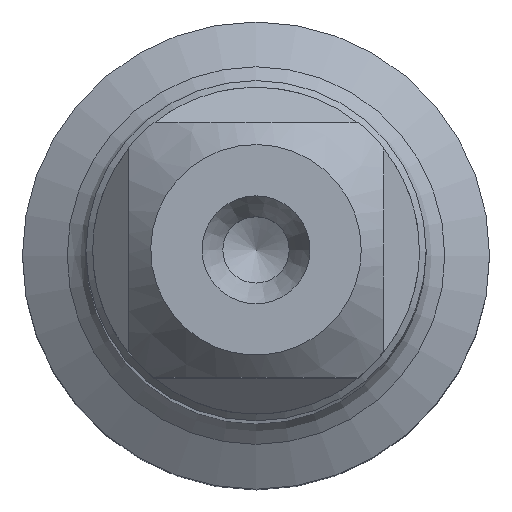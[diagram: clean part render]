
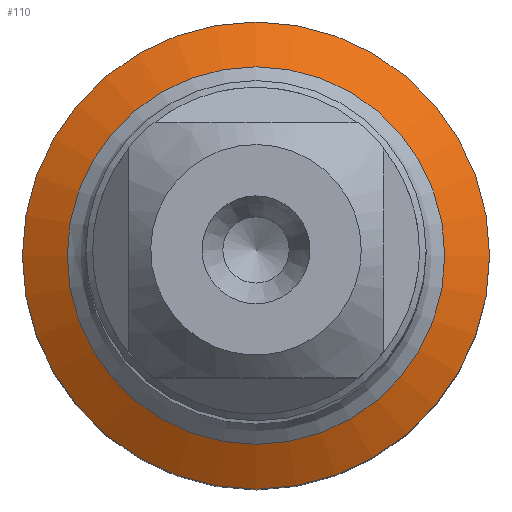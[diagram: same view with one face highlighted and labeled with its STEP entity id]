
A CAD part, top view. The second image highlights one B-rep face of the part: STEP entity #110.
In plain terms, the highlighted conical face has half-angle 60 degrees and reference radius 3.952 mm.
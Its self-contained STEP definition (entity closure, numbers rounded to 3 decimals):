
#94=CONICAL_SURFACE('',#452,3.952,60.);
#110=ADVANCED_FACE('',(#142,#143),#94,.T.);
#142=FACE_BOUND('',#178,.T.);
#143=FACE_BOUND('',#179,.T.);
#178=EDGE_LOOP('',(#222));
#179=EDGE_LOOP('',(#223));
#222=ORIENTED_EDGE('',*,*,#338,.T.);
#223=ORIENTED_EDGE('',*,*,#339,.T.);
#303=VERTEX_POINT('',#665);
#304=VERTEX_POINT('',#667);
#338=EDGE_CURVE('',#303,#303,#379,.T.);
#339=EDGE_CURVE('',#304,#304,#380,.T.);
#379=CIRCLE('',#450,4.552);
#380=CIRCLE('',#451,5.633);
#450=AXIS2_PLACEMENT_3D('',#664,#516,#517);
#451=AXIS2_PLACEMENT_3D('',#666,#518,#519);
#452=AXIS2_PLACEMENT_3D('',#668,#520,#521);
#516=DIRECTION('',(0.,0.,-1.));
#517=DIRECTION('',(-1.,0.,0.));
#518=DIRECTION('',(0.,0.,1.));
#519=DIRECTION('',(-1.,0.,0.));
#520=DIRECTION('',(0.,0.,-1.));
#521=DIRECTION('',(-1.,0.,0.));
#664=CARTESIAN_POINT('',(0.,0.,-79.376));
#665=CARTESIAN_POINT('',(-4.552,0.,-79.376));
#666=CARTESIAN_POINT('',(0.,0.,-80.));
#667=CARTESIAN_POINT('',(-5.633,0.,-80.));
#668=CARTESIAN_POINT('',(0.,0.,-79.03));
